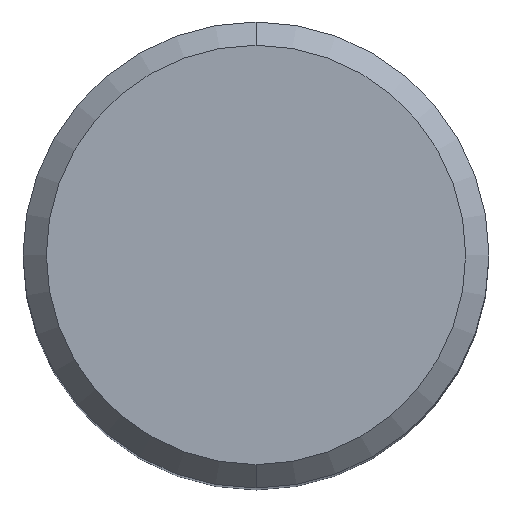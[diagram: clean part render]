
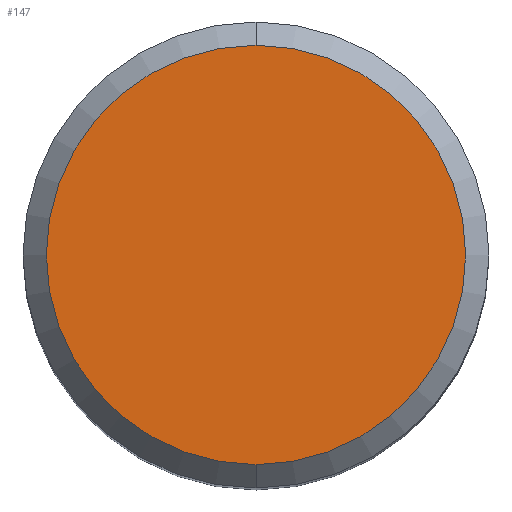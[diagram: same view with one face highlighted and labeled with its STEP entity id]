
A CAD part, top view. The second image highlights one B-rep face of the part: STEP entity #147.
In plain terms, the highlighted planar face has unit normal (0, 0, 1).
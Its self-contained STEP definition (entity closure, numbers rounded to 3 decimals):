
#141=EDGE_CURVE('',#185,#173,#286,.T.);
#147=ADVANCED_FACE('',(#292),#293,.T.);
#167=EDGE_CURVE('',#173,#185,#313,.T.);
#173=VERTEX_POINT('',#319);
#185=VERTEX_POINT('',#332);
#286=CIRCLE('',#440,9.0);
#292=FACE_OUTER_BOUND('',#447,.T.);
#293=PLANE('',#448);
#313=CIRCLE('',#477,9.0);
#319=CARTESIAN_POINT('',(0.0,9.0,0.0));
#332=CARTESIAN_POINT('',(0.,-9.0,0.0));
#440=AXIS2_PLACEMENT_3D('',#628,#629,#630);
#447=EDGE_LOOP('',(#635,#636));
#448=AXIS2_PLACEMENT_3D('',#637,#638,#639);
#477=AXIS2_PLACEMENT_3D('',#649,#650,#651);
#628=CARTESIAN_POINT('',(0.0,0.0,0.0));
#629=DIRECTION('',(0.0,0.0,-1.0));
#630=DIRECTION('',(0.0,1.0,0.0));
#635=ORIENTED_EDGE('',*,*,#167,.F.);
#636=ORIENTED_EDGE('',*,*,#141,.F.);
#637=CARTESIAN_POINT('',(0.0,4.5,0.0));
#638=DIRECTION('',(-0.0,0.0,1.0));
#639=DIRECTION('',(0.0,-1.0,0.0));
#649=CARTESIAN_POINT('',(0.0,0.0,0.0));
#650=DIRECTION('',(0.0,0.0,-1.0));
#651=DIRECTION('',(0.0,1.0,0.0));
